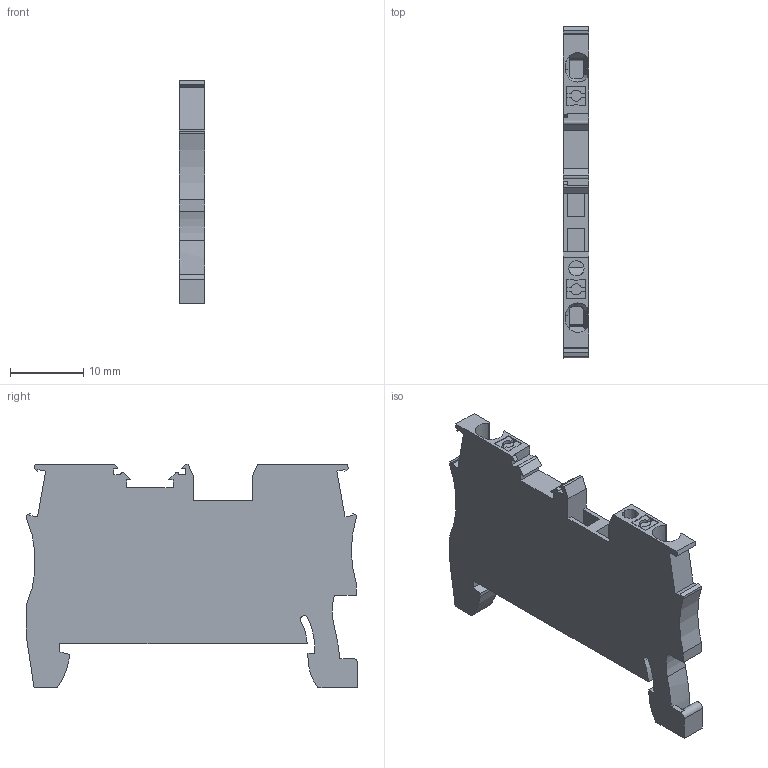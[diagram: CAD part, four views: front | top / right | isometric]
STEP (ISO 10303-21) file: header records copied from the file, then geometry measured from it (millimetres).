
FILE_DESCRIPTION(/* description */ ('Alibre Inc.'),/* implementation_level */ '2;1');
FILE_NAME(/* name */ 'export-6C655485-C1F2-4453-BC33-4888D556DA44',/* time_stamp */ '2019-10-09T16:36:36+02:00',/* author */ (''),/* organization */ (''),/* preprocessor_version */ 'ST-DEVELOPER v17',/* originating_system */ 'Alibre',/* authorisation */ '');
FILE_SCHEMA (('AUTOMOTIVE_DESIGN'));
Length unit declared in the file: millimetre
Bounding box: 3.5 x 45.2 x 30.5 mm (x, y, z)
Volume: 3262.8 mm3; surface area: 3203.7 mm2
Topology: 1 solids, 1 shells, 174 faces, 502 edges, 333 vertices
Faces by surface type: plane 140, cylinder 32, cone 2
Entity records: 6408 total; most frequent: CARTESIAN_POINT 1753, ORIENTED_EDGE 1004, DIRECTION 747, EDGE_CURVE 502, VECTOR 409, LINE 409, VERTEX_POINT 333, AXIS2_PLACEMENT_3D 236
